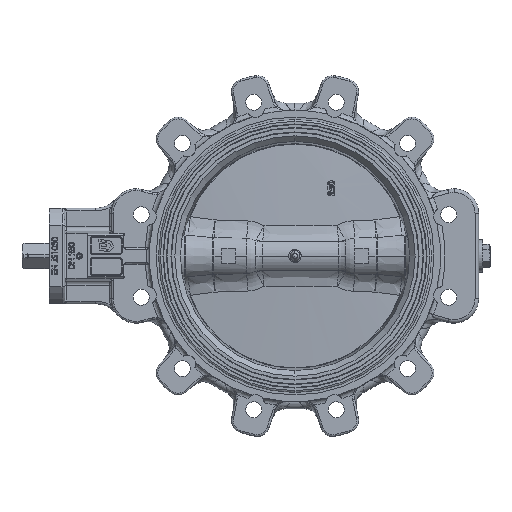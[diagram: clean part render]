
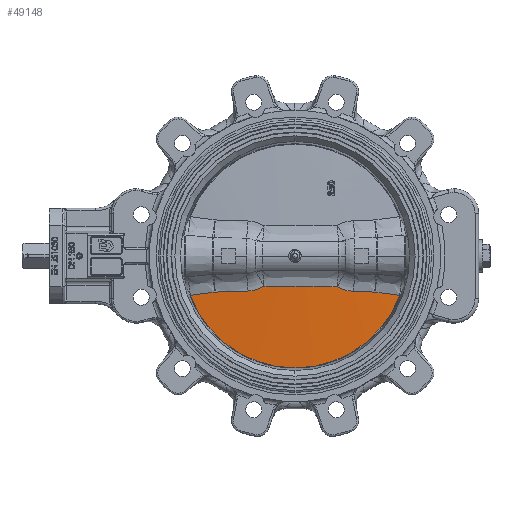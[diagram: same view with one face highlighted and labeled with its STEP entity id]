
A CAD part, left-side view. The second image highlights one B-rep face of the part: STEP entity #49148.
In plain terms, the highlighted spherical face has radius 1683.25 mm.
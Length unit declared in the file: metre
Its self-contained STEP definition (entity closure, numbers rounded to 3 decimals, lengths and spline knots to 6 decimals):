
#2842 = CARTESIAN_POINT ( 'NONE',  ( -0.007175, 0., -0.033085 ) ) ;
#2892 = B_SPLINE_CURVE_WITH_KNOTS ( 'NONE', 3,
 ( #36669, #41916, #6107, #61271 ),
 .UNSPECIFIED., .F., .F.,
 ( 4, 4 ),
 ( 0.000058, 0.02765 ),
 .UNSPECIFIED. ) ;
#3263 = CARTESIAN_POINT ( 'NONE',  ( -0.007175, 0.011374, -0.033085 ) ) ;
#3844 = EDGE_CURVE ( 'NONE', #41607, #72762, #40611, .T. ) ;
#4046 = VERTEX_POINT ( 'NONE', #15382 ) ;
#4084 = B_SPLINE_CURVE_WITH_KNOTS ( 'NONE', 3,
 ( #46805, #3263, #70587, #58829 ),
 .UNSPECIFIED., .F., .F.,
 ( 4, 4 ),
 ( 0.046441, 0.08056 ),
 .UNSPECIFIED. ) ;
#5990 = EDGE_LOOP ( 'NONE', ( #20371, #12056, #37528, #54710, #29615, #66989, #49574, #31327, #33325, #75037, #33478 ) ) ;
#6107 = CARTESIAN_POINT ( 'NONE',  ( -0.004238, -0.096899, -0.040825 ) ) ;
#6154 = CARTESIAN_POINT ( 'NONE',  ( -0.006822, 0.034115, -0.033419 ) ) ;
#7145 = B_SPLINE_CURVE_WITH_KNOTS ( 'NONE', 3,
 ( #53187, #72116, #29353, #73304 ),
 .UNSPECIFIED., .F., .F.,
 ( 4, 4 ),
 ( 0., 0.000459 ),
 .UNSPECIFIED. ) ;
#7223 = EDGE_CURVE ( 'NONE', #72762, #77704, #75087, .T. ) ;
#10990 = CIRCLE ( 'NONE', #44446, 0.038837 ) ;
#12056 = ORIENTED_EDGE ( 'NONE', *, *, #35110, .T. ) ;
#13621 = DIRECTION ( 'NONE',  ( 0., 0., 1. ) ) ;
#13823 = CARTESIAN_POINT ( 'NONE',  ( -0.004742, 0.087793, -0.039634 ) ) ;
#13911 = CARTESIAN_POINT ( 'NONE',  ( -0.004238, 0.096899, -0.040825 ) ) ;
#14443 = VERTEX_POINT ( 'NONE', #26170 ) ;
#15382 = CARTESIAN_POINT ( 'NONE',  ( -0.003, 0.114987, -0.043668 ) ) ;
#15840 = CARTESIAN_POINT ( 'NONE',  ( -0.003004, -0.115096, -0.043222 ) ) ;
#16129 = VERTEX_POINT ( 'NONE', #62949 ) ;
#16874 = CARTESIAN_POINT ( 'NONE',  ( -0.005768, -0.065725, 0. ) ) ;
#17044 = CARTESIAN_POINT ( 'NONE',  ( -0.005814, -0.064541, -0.038819 ) ) ;
#17626 = B_SPLINE_CURVE_WITH_KNOTS ( 'NONE', 3,
 ( #45152, #33028, #70124, #2842 ),
 .UNSPECIFIED., .F., .F.,
 ( 4, 4 ),
 ( 0., 0.046441 ),
 .UNSPECIFIED. ) ;
#17890 = CARTESIAN_POINT ( 'NONE',  ( -0.00625, 0.052224, -0.038475 ) ) ;
#19008 = AXIS2_PLACEMENT_3D ( 'NONE', #27296, #20849, #13621 ) ;
#20371 = ORIENTED_EDGE ( 'NONE', *, *, #59186, .T. ) ;
#20849 = DIRECTION ( 'NONE',  ( -1., 0., 0. ) ) ;
#21810 = CARTESIAN_POINT ( 'NONE',  ( -0.003, -0.115042, -0.043524 ) ) ;
#22537 = EDGE_CURVE ( 'NONE', #29622, #71380, #2892, .T. ) ;
#22552 = CIRCLE ( 'NONE', #52126, 0.038487 ) ;
#26170 = CARTESIAN_POINT ( 'NONE',  ( -0.007175, 0., -0.033085 ) ) ;
#27296 = CARTESIAN_POINT ( 'NONE',  ( -0.003, 0., 0. ) ) ;
#28245 = CARTESIAN_POINT ( 'NONE',  ( -0.003004, -0.115096, -0.043222 ) ) ;
#29353 = CARTESIAN_POINT ( 'NONE',  ( -0.003, 0.115042, -0.043524 ) ) ;
#29615 = ORIENTED_EDGE ( 'NONE', *, *, #7223, .T. ) ;
#29622 = VERTEX_POINT ( 'NONE', #15840 ) ;
#29942 = CARTESIAN_POINT ( 'NONE',  ( -0.005511, -0.072296, -0.039056 ) ) ;
#30462 = CARTESIAN_POINT ( 'NONE',  ( -0.004742, -0.087793, -0.039634 ) ) ;
#30613 = B_SPLINE_CURVE_WITH_KNOTS ( 'NONE', 3,
 ( #64906, #21810, #51662, #28245 ),
 .UNSPECIFIED., .F., .F.,
 ( 4, 4 ),
 ( 0., 0.000459 ),
 .UNSPECIFIED. ) ;
#31327 = ORIENTED_EDGE ( 'NONE', *, *, #40494, .T. ) ;
#31620 = CARTESIAN_POINT ( 'NONE',  ( -0.003004, 0.115096, -0.043222 ) ) ;
#31977 = DIRECTION ( 'NONE',  ( -1., 0., 0. ) ) ;
#32718 = CARTESIAN_POINT ( 'NONE',  ( -0.00625, 0.052224, -0.038475 ) ) ;
#33028 = CARTESIAN_POINT ( 'NONE',  ( -0.006957, -0.030961, -0.033297 ) ) ;
#33325 = ORIENTED_EDGE ( 'NONE', *, *, #22537, .T. ) ;
#33478 = ORIENTED_EDGE ( 'NONE', *, *, #43685, .T. ) ;
#33717 = EDGE_CURVE ( 'NONE', #71380, #76742, #52200, .T. ) ;
#35110 = EDGE_CURVE ( 'NONE', #14443, #50664, #4084, .T. ) ;
#36669 = CARTESIAN_POINT ( 'NONE',  ( -0.003004, -0.115096, -0.043222 ) ) ;
#37528 = ORIENTED_EDGE ( 'NONE', *, *, #52250, .T. ) ;
#38801 = CARTESIAN_POINT ( 'NONE',  ( 1.67575, 0., 0. ) ) ;
#40494 = EDGE_CURVE ( 'NONE', #53625, #29622, #30613, .T. ) ;
#40611 = B_SPLINE_CURVE_WITH_KNOTS ( 'NONE', 3,
 ( #32718, #56539, #69040, #13823 ),
 .UNSPECIFIED., .F., .F.,
 ( 4, 4 ),
 ( 0., 0.035619 ),
 .UNSPECIFIED. ) ;
#41607 = VERTEX_POINT ( 'NONE', #17890 ) ;
#41916 = CARTESIAN_POINT ( 'NONE',  ( -0.003659, -0.106, -0.042025 ) ) ;
#42686 = AXIS2_PLACEMENT_3D ( 'NONE', #38801, #31977, #75976 ) ;
#43685 = EDGE_CURVE ( 'NONE', #76742, #16129, #10990, .T. ) ;
#44077 = SPHERICAL_SURFACE ( 'NONE', #42686, 1.68325 ) ;
#44446 = AXIS2_PLACEMENT_3D ( 'NONE', #16874, #71726, #46322 ) ;
#44528 = CARTESIAN_POINT ( 'NONE',  ( -0.003659, 0.106, -0.042025 ) ) ;
#45152 = CARTESIAN_POINT ( 'NONE',  ( -0.006522, -0.046432, -0.033698 ) ) ;
#46322 = DIRECTION ( 'NONE',  ( 0.039, -0.999, 0. ) ) ;
#46805 = CARTESIAN_POINT ( 'NONE',  ( -0.007175, 0., -0.033085 ) ) ;
#48902 = CARTESIAN_POINT ( 'NONE',  ( -0.005154, -0.080046, -0.03933 ) ) ;
#49148 = ADVANCED_FACE ( 'NONE', ( #73188 ), #44077, .T. ) ;
#49574 = ORIENTED_EDGE ( 'NONE', *, *, #58613, .T. ) ;
#49801 = CARTESIAN_POINT ( 'NONE',  ( -0.004742, 0.087793, -0.039634 ) ) ;
#50664 = VERTEX_POINT ( 'NONE', #6154 ) ;
#51662 = CARTESIAN_POINT ( 'NONE',  ( -0.003001, -0.115079, -0.043375 ) ) ;
#52126 = AXIS2_PLACEMENT_3D ( 'NONE', #76785, #75583, #57346 ) ;
#52200 = B_SPLINE_CURVE_WITH_KNOTS ( 'NONE', 3,
 ( #61331, #48902, #29942, #17044 ),
 .UNSPECIFIED., .F., .F.,
 ( 4, 4 ),
 ( 0., 0.02329 ),
 .UNSPECIFIED. ) ;
#52250 = EDGE_CURVE ( 'NONE', #50664, #41607, #22552, .T. ) ;
#53187 = CARTESIAN_POINT ( 'NONE',  ( -0.003004, 0.115096, -0.043222 ) ) ;
#53625 = VERTEX_POINT ( 'NONE', #66742 ) ;
#54710 = ORIENTED_EDGE ( 'NONE', *, *, #3844, .T. ) ;
#56539 = CARTESIAN_POINT ( 'NONE',  ( -0.005874, 0.064089, -0.038775 ) ) ;
#57080 = CARTESIAN_POINT ( 'NONE',  ( -0.005814, -0.064541, -0.038819 ) ) ;
#57346 = DIRECTION ( 'NONE',  ( -0.032, -1., 0. ) ) ;
#58613 = EDGE_CURVE ( 'NONE', #4046, #53625, #78316, .T. ) ;
#58829 = CARTESIAN_POINT ( 'NONE',  ( -0.006822, 0.034115, -0.033419 ) ) ;
#59108 = CARTESIAN_POINT ( 'NONE',  ( -0.004742, 0.087793, -0.039634 ) ) ;
#59186 = EDGE_CURVE ( 'NONE', #16129, #14443, #17626, .T. ) ;
#61271 = CARTESIAN_POINT ( 'NONE',  ( -0.004742, -0.087793, -0.039634 ) ) ;
#61331 = CARTESIAN_POINT ( 'NONE',  ( -0.004742, -0.087793, -0.039634 ) ) ;
#62949 = CARTESIAN_POINT ( 'NONE',  ( -0.006522, -0.046432, -0.033698 ) ) ;
#64906 = CARTESIAN_POINT ( 'NONE',  ( -0.003, -0.114987, -0.043668 ) ) ;
#66742 = CARTESIAN_POINT ( 'NONE',  ( -0.003, -0.114987, -0.043668 ) ) ;
#66989 = ORIENTED_EDGE ( 'NONE', *, *, #70828, .T. ) ;
#69040 = CARTESIAN_POINT ( 'NONE',  ( -0.005372, 0.075945, -0.039169 ) ) ;
#70124 = CARTESIAN_POINT ( 'NONE',  ( -0.007175, -0.015482, -0.033085 ) ) ;
#70587 = CARTESIAN_POINT ( 'NONE',  ( -0.007057, 0.022745, -0.033198 ) ) ;
#70828 = EDGE_CURVE ( 'NONE', #77704, #4046, #7145, .T. ) ;
#71380 = VERTEX_POINT ( 'NONE', #30462 ) ;
#71726 = DIRECTION ( 'NONE',  ( 0.999, 0.039, 0. ) ) ;
#72116 = CARTESIAN_POINT ( 'NONE',  ( -0.003001, 0.115079, -0.043375 ) ) ;
#72762 = VERTEX_POINT ( 'NONE', #59108 ) ;
#73188 = FACE_OUTER_BOUND ( 'NONE', #5990, .T. ) ;
#73304 = CARTESIAN_POINT ( 'NONE',  ( -0.003, 0.114987, -0.043668 ) ) ;
#75037 = ORIENTED_EDGE ( 'NONE', *, *, #33717, .T. ) ;
#75087 = B_SPLINE_CURVE_WITH_KNOTS ( 'NONE', 3,
 ( #49801, #13911, #44528, #31620 ),
 .UNSPECIFIED., .F., .F.,
 ( 4, 4 ),
 ( 0., 0.027593 ),
 .UNSPECIFIED. ) ;
#75583 = DIRECTION ( 'NONE',  ( 1., -0.032, 0. ) ) ;
#75976 = DIRECTION ( 'NONE',  ( 0., 0., -1. ) ) ;
#76742 = VERTEX_POINT ( 'NONE', #57080 ) ;
#76785 = CARTESIAN_POINT ( 'NONE',  ( -0.006219, 0.053197, 0. ) ) ;
#77704 = VERTEX_POINT ( 'NONE', #78956 ) ;
#78316 = CIRCLE ( 'NONE', #19008, 0.123 ) ;
#78956 = CARTESIAN_POINT ( 'NONE',  ( -0.003004, 0.115096, -0.043222 ) ) ;
